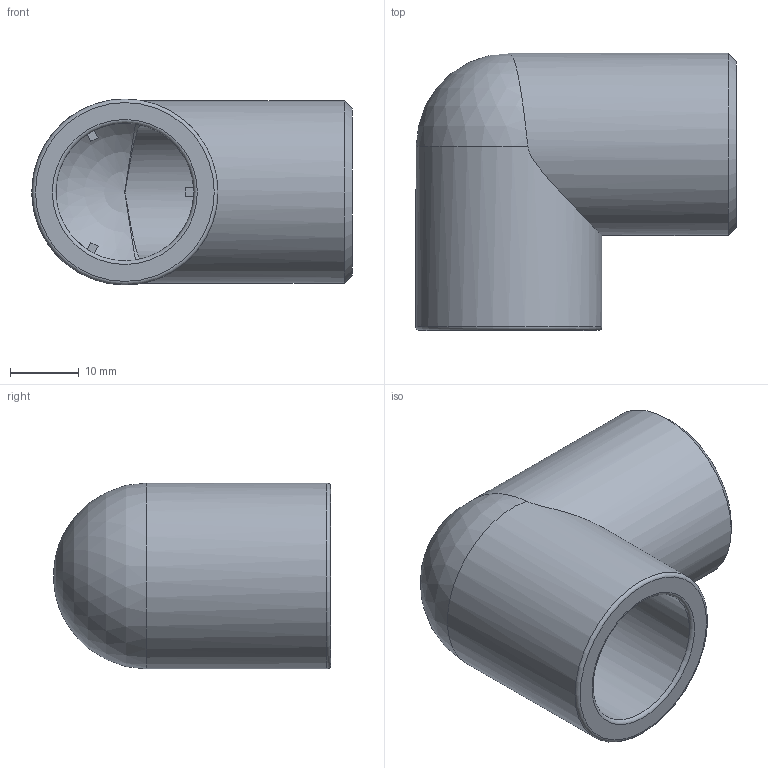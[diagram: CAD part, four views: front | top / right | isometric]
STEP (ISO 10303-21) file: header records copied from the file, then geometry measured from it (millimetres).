
FILE_DESCRIPTION( ( 'STEP AP214' ), ' ' );
FILE_NAME( '2.29.010.stp', '2015-08-06T10:36:44', ( '' ), ( '' ), ' ', 'PARTsolutions', ' ' );
FILE_SCHEMA( ( 'AUTOMOTIVE_DESIGN { 1 0 10303 214 1 1 1 1 }' ) );
Length unit declared in the file: millimetre
Products named in the file (1): _2.29.010
Bounding box: 46.5 x 40.22 x 27 mm (x, y, z)
Volume: 14843.8 mm3; surface area: 8949.2 mm2
Topology: 1 solids, 1 shells, 27 faces, 70 edges, 44 vertices
Faces by surface type: plane 17, cylinder 4, torus 3, sphere 1, cone 1, bspline 1
Full cylindrical faces by diameter (mm): 19.441 x1, 20 x1, 26.441 x1, 27 x1
Entity records: 1191 total; most frequent: CARTESIAN_POINT 377, DIRECTION 118, ORIENTED_EDGE 108, EDGE_CURVE 54, AXIS2_PLACEMENT_3D 44, EDGE_LOOP 39, VERTEX_POINT 39, FACE_OUTER_BOUND 34
